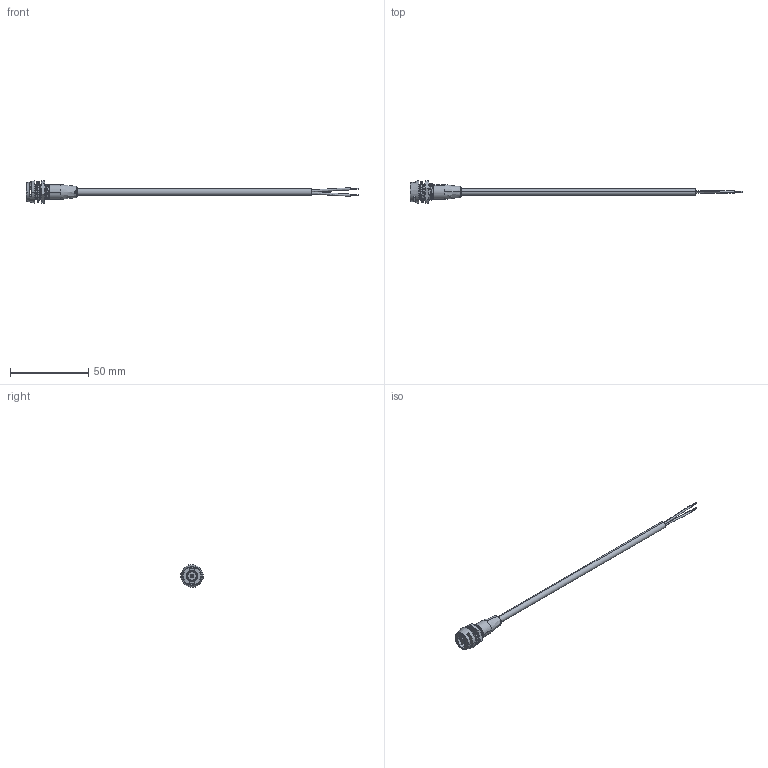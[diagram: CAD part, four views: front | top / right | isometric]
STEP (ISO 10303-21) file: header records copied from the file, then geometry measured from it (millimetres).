
FILE_DESCRIPTION (( 'STEP AP203' ), '1' );
FILE_NAME ('10-02980_revA.STEP', '2018-09-20T23:51:13', ( '' ), ( '' ), 'SwSTEP 2.0', 'SolidWorks 2015', '' );
FILE_SCHEMA (( 'CONFIG_CONTROL_DESIGN' ));
Length unit declared in the file: millimetre
Products named in the file (9): 24-00256; 30-00689_s + t; 50-00153 pin rev A; 50-00153; 56-00000; 50-00153 insulator rev A; 10-02980_revA; 56-00001_Helical - Render; 50-00153 shell rev A
Assembly tree (8 placements, depth 3):
  10-02980_revA
    30-00689_s + t
    24-00256
    50-00153
      50-00153 insulator rev A
      50-00153 pin rev A
      50-00153 shell rev A
    56-00000
    56-00001_Helical - Render
Bounding box: 212.7 x 14.69 x 14.5 mm (x, y, z)
Volume: 4563.2 mm3; surface area: 13464.5 mm2
Topology: 80 solids, 80 shells, 743 faces, 1674 edges, 1101 vertices
Faces by surface type: cylinder 302, plane 237, bspline 167, cone 33, torus 2, sphere 2
Entity records: 81816 total; most frequent: CARTESIAN_POINT 65380, ORIENTED_EDGE 3328, DIRECTION 2943, EDGE_CURVE 1664, AXIS2_PLACEMENT_3D 1240, VERTEX_POINT 1101, EDGE_LOOP 845, FACE_OUTER_BOUND 743
